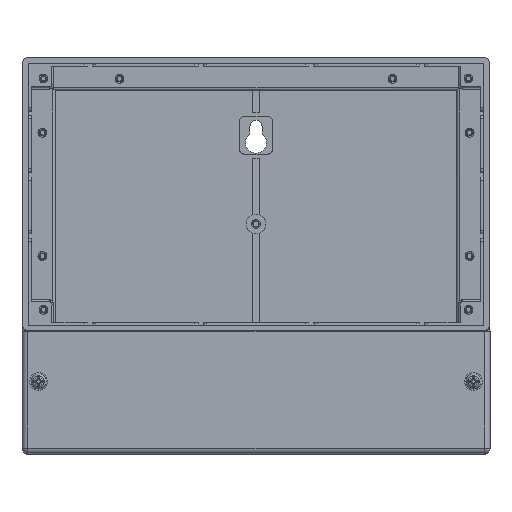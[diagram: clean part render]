
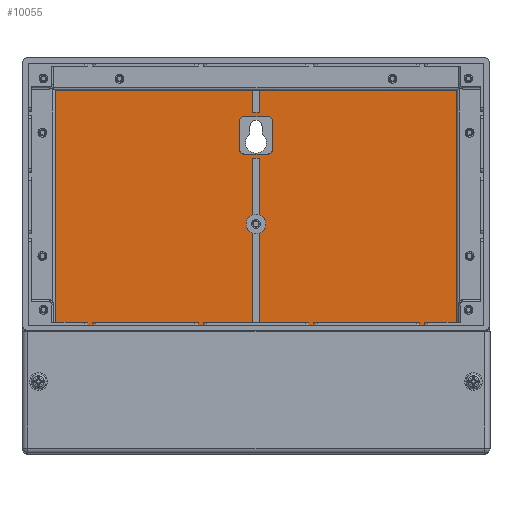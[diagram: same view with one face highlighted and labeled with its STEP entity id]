
A CAD part, top view. The second image highlights one B-rep face of the part: STEP entity #10055.
In plain terms, the highlighted planar face has unit normal (0, 0, 1).
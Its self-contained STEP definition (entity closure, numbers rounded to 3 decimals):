
#249=LINE('',#14840,#1216);
#253=LINE('',#14852,#1220);
#257=LINE('',#14864,#1224);
#261=LINE('',#14875,#1228);
#272=LINE('',#14904,#1239);
#276=LINE('',#14913,#1243);
#277=LINE('',#14916,#1244);
#282=LINE('',#14925,#1249);
#285=LINE('',#14931,#1252);
#293=LINE('',#14955,#1260);
#294=LINE('',#14958,#1261);
#297=LINE('',#14964,#1264);
#299=LINE('',#14971,#1266);
#303=LINE('',#14978,#1270);
#304=LINE('',#14981,#1271);
#305=LINE('',#14982,#1272);
#306=LINE('',#14984,#1273);
#307=LINE('',#14985,#1274);
#1216=VECTOR('',#11766,10.);
#1220=VECTOR('',#11778,10.);
#1224=VECTOR('',#11790,10.);
#1228=VECTOR('',#11802,10.);
#1239=VECTOR('',#11827,10.);
#1243=VECTOR('',#11833,10.);
#1244=VECTOR('',#11836,10.);
#1249=VECTOR('',#11843,10.);
#1252=VECTOR('',#11848,10.);
#1260=VECTOR('',#11872,10.);
#1261=VECTOR('',#11875,10.);
#1264=VECTOR('',#11880,10.);
#1266=VECTOR('',#11890,10.);
#1270=VECTOR('',#11894,10.);
#1271=VECTOR('',#11897,10.);
#1272=VECTOR('',#11898,10.);
#1273=VECTOR('',#11899,10.);
#1274=VECTOR('',#11900,10.);
#2201=PLANE('',#10736);
#2560=FACE_BOUND('',#3325,.T.);
#2721=FACE_OUTER_BOUND('',#3324,.T.);
#3324=EDGE_LOOP('',(#7046,#7047,#7048,#7049,#7050,#7051,#7052,#7053,#7054,
#7055,#7056,#7057,#7058,#7059,#7060,#7061));
#3325=EDGE_LOOP('',(#7062,#7063,#7064,#7065,#7066,#7067,#7068,#7069));
#4032=CIRCLE('',#10696,2.);
#4034=CIRCLE('',#10700,2.);
#4036=CIRCLE('',#10704,2.);
#4038=CIRCLE('',#10708,2.);
#4046=CIRCLE('',#10733,4.5);
#4047=CIRCLE('',#10734,4.5);
#4457=VERTEX_POINT('',#14830);
#4458=VERTEX_POINT('',#14831);
#4461=VERTEX_POINT('',#14839);
#4463=VERTEX_POINT('',#14845);
#4465=VERTEX_POINT('',#14851);
#4467=VERTEX_POINT('',#14857);
#4469=VERTEX_POINT('',#14863);
#4471=VERTEX_POINT('',#14869);
#4481=VERTEX_POINT('',#14898);
#4483=VERTEX_POINT('',#14902);
#4485=VERTEX_POINT('',#14907);
#4487=VERTEX_POINT('',#14911);
#4488=VERTEX_POINT('',#14915);
#4491=VERTEX_POINT('',#14923);
#4493=VERTEX_POINT('',#14929);
#4500=VERTEX_POINT('',#14951);
#4501=VERTEX_POINT('',#14953);
#4502=VERTEX_POINT('',#14957);
#4503=VERTEX_POINT('',#14961);
#4504=VERTEX_POINT('',#14963);
#4505=VERTEX_POINT('',#14970);
#4508=VERTEX_POINT('',#14976);
#4509=VERTEX_POINT('',#14980);
#4510=VERTEX_POINT('',#14983);
#5458=EDGE_CURVE('',#4457,#4458,#4032,.T.);
#5462=EDGE_CURVE('',#4461,#4457,#249,.T.);
#5465=EDGE_CURVE('',#4463,#4461,#4034,.T.);
#5468=EDGE_CURVE('',#4465,#4463,#253,.T.);
#5471=EDGE_CURVE('',#4467,#4465,#4036,.T.);
#5474=EDGE_CURVE('',#4469,#4467,#257,.T.);
#5477=EDGE_CURVE('',#4471,#4469,#4038,.T.);
#5480=EDGE_CURVE('',#4458,#4471,#261,.T.);
#5494=EDGE_CURVE('',#4483,#4481,#272,.T.);
#5498=EDGE_CURVE('',#4487,#4485,#276,.T.);
#5499=EDGE_CURVE('',#4488,#4485,#277,.T.);
#5504=EDGE_CURVE('',#4483,#4491,#282,.T.);
#5507=EDGE_CURVE('',#4487,#4493,#285,.T.);
#5518=EDGE_CURVE('',#4500,#4501,#293,.T.);
#5519=EDGE_CURVE('',#4502,#4481,#294,.T.);
#5522=EDGE_CURVE('',#4504,#4503,#297,.T.);
#5524=EDGE_CURVE('',#4491,#4500,#4046,.T.);
#5525=EDGE_CURVE('',#4503,#4502,#4047,.T.);
#5526=EDGE_CURVE('',#4505,#4488,#299,.T.);
#5530=EDGE_CURVE('',#4493,#4508,#303,.T.);
#5531=EDGE_CURVE('',#4501,#4509,#304,.T.);
#5532=EDGE_CURVE('',#4509,#4505,#305,.T.);
#5533=EDGE_CURVE('',#4508,#4510,#306,.T.);
#5534=EDGE_CURVE('',#4510,#4504,#307,.T.);
#7046=ORIENTED_EDGE('',*,*,#5494,.F.);
#7047=ORIENTED_EDGE('',*,*,#5504,.T.);
#7048=ORIENTED_EDGE('',*,*,#5524,.T.);
#7049=ORIENTED_EDGE('',*,*,#5518,.T.);
#7050=ORIENTED_EDGE('',*,*,#5531,.T.);
#7051=ORIENTED_EDGE('',*,*,#5532,.T.);
#7052=ORIENTED_EDGE('',*,*,#5526,.T.);
#7053=ORIENTED_EDGE('',*,*,#5499,.T.);
#7054=ORIENTED_EDGE('',*,*,#5498,.F.);
#7055=ORIENTED_EDGE('',*,*,#5507,.T.);
#7056=ORIENTED_EDGE('',*,*,#5530,.T.);
#7057=ORIENTED_EDGE('',*,*,#5533,.T.);
#7058=ORIENTED_EDGE('',*,*,#5534,.T.);
#7059=ORIENTED_EDGE('',*,*,#5522,.T.);
#7060=ORIENTED_EDGE('',*,*,#5525,.T.);
#7061=ORIENTED_EDGE('',*,*,#5519,.T.);
#7062=ORIENTED_EDGE('',*,*,#5458,.T.);
#7063=ORIENTED_EDGE('',*,*,#5480,.T.);
#7064=ORIENTED_EDGE('',*,*,#5477,.T.);
#7065=ORIENTED_EDGE('',*,*,#5474,.T.);
#7066=ORIENTED_EDGE('',*,*,#5471,.T.);
#7067=ORIENTED_EDGE('',*,*,#5468,.T.);
#7068=ORIENTED_EDGE('',*,*,#5465,.T.);
#7069=ORIENTED_EDGE('',*,*,#5462,.T.);
#10055=ADVANCED_FACE('',(#2721,#2560),#2201,.T.);
#10696=AXIS2_PLACEMENT_3D('',#14832,#11758,#11759);
#10700=AXIS2_PLACEMENT_3D('',#14846,#11771,#11772);
#10704=AXIS2_PLACEMENT_3D('',#14858,#11783,#11784);
#10708=AXIS2_PLACEMENT_3D('',#14870,#11795,#11796);
#10733=AXIS2_PLACEMENT_3D('',#14967,#11884,#11885);
#10734=AXIS2_PLACEMENT_3D('',#14968,#11886,#11887);
#10736=AXIS2_PLACEMENT_3D('',#14979,#11895,#11896);
#11758=DIRECTION('center_axis',(0.,0.,
-1.));
#11759=DIRECTION('ref_axis',(0.,-1.,0.));
#11766=DIRECTION('',(0.,1.,0.));
#11771=DIRECTION('center_axis',(0.,0.,
-1.));
#11772=DIRECTION('ref_axis',(1.,0.,0.));
#11778=DIRECTION('',(-1.,0.,0.));
#11783=DIRECTION('center_axis',(0.,0.,
-1.));
#11784=DIRECTION('ref_axis',(0.,1.,0.));
#11790=DIRECTION('',(0.,-1.,0.));
#11795=DIRECTION('center_axis',(0.,0.,
-1.));
#11796=DIRECTION('ref_axis',(-1.,0.,0.));
#11802=DIRECTION('',(1.,0.,0.));
#11827=DIRECTION('',(-1.,0.,0.));
#11833=DIRECTION('',(1.,0.,0.));
#11836=DIRECTION('',(0.,-1.,0.));
#11843=DIRECTION('',(0.,-1.,0.));
#11848=DIRECTION('',(0.,1.,0.));
#11872=DIRECTION('',(0.,-1.,0.));
#11875=DIRECTION('',(0.,1.,0.));
#11880=DIRECTION('',(0.,1.,0.));
#11884=DIRECTION('center_axis',(0.,0.,
-1.));
#11885=DIRECTION('ref_axis',(-1.,0.,0.));
#11886=DIRECTION('center_axis',(0.,0.,
-1.));
#11887=DIRECTION('ref_axis',(-1.,0.,0.));
#11890=DIRECTION('',(-1.,0.,0.));
#11894=DIRECTION('',(-1.,0.,0.));
#11895=DIRECTION('center_axis',(0.,0.,
1.));
#11896=DIRECTION('ref_axis',(1.,0.,0.));
#11897=DIRECTION('',(1.,0.,0.));
#11898=DIRECTION('',(0.,1.,0.));
#11899=DIRECTION('',(0.,-1.,0.));
#11900=DIRECTION('',(1.,0.,0.));
#14830=CARTESIAN_POINT('',(-7.5,61.35,3.5));
#14831=CARTESIAN_POINT('',(-5.5,63.35,3.5));
#14832=CARTESIAN_POINT('Origin',(-5.5,61.35,3.5));
#14839=CARTESIAN_POINT('',(-7.5,48.35,3.5));
#14840=CARTESIAN_POINT('',(-7.5,-6.495,3.5));
#14845=CARTESIAN_POINT('',(-5.5,46.35,3.5));
#14846=CARTESIAN_POINT('Origin',(-5.5,48.35,3.5));
#14851=CARTESIAN_POINT('',(5.5,46.35,3.5));
#14852=CARTESIAN_POINT('',(2.75,46.35,3.5));
#14857=CARTESIAN_POINT('',(7.5,48.35,3.5));
#14858=CARTESIAN_POINT('Origin',(5.5,48.35,3.5));
#14863=CARTESIAN_POINT('',(7.5,61.35,3.5));
#14864=CARTESIAN_POINT('',(7.5,0.005,3.5));
#14869=CARTESIAN_POINT('',(5.5,63.35,3.5));
#14870=CARTESIAN_POINT('Origin',(5.5,61.35,3.5));
#14875=CARTESIAN_POINT('',(-2.75,63.35,3.5));
#14898=CARTESIAN_POINT('',(-1.5,44.35,3.5));
#14902=CARTESIAN_POINT('',(1.5,44.35,3.5));
#14904=CARTESIAN_POINT('',(5.,44.35,3.5));
#14907=CARTESIAN_POINT('',(1.5,65.35,3.5));
#14911=CARTESIAN_POINT('',(-1.5,65.35,3.5));
#14913=CARTESIAN_POINT('',(-5.,65.35,3.5));
#14915=CARTESIAN_POINT('',(1.5,75.35,3.5));
#14916=CARTESIAN_POINT('',(1.5,-53.77,3.5));
#14923=CARTESIAN_POINT('',(1.5,18.818,3.5));
#14925=CARTESIAN_POINT('',(1.5,-53.77,3.5));
#14929=CARTESIAN_POINT('',(-1.5,75.35,3.5));
#14931=CARTESIAN_POINT('',(-1.5,7.005,3.5));
#14951=CARTESIAN_POINT('',(1.5,10.332,3.5));
#14953=CARTESIAN_POINT('',(1.5,-46.2,3.5));
#14955=CARTESIAN_POINT('',(1.5,-53.77,3.5));
#14957=CARTESIAN_POINT('',(-1.5,18.818,3.5));
#14958=CARTESIAN_POINT('',(-1.5,7.005,3.5));
#14961=CARTESIAN_POINT('',(-1.5,10.332,3.5));
#14963=CARTESIAN_POINT('',(-1.5,-46.2,3.5));
#14964=CARTESIAN_POINT('',(-1.5,7.005,3.5));
#14967=CARTESIAN_POINT('Origin',(0.,14.575,3.5));
#14968=CARTESIAN_POINT('Origin',(0.,14.575,3.5));
#14970=CARTESIAN_POINT('',(91.25,75.35,3.5));
#14971=CARTESIAN_POINT('',(-91.25,75.35,3.5));
#14976=CARTESIAN_POINT('',(-91.25,75.35,3.5));
#14978=CARTESIAN_POINT('',(-91.25,75.35,3.5));
#14979=CARTESIAN_POINT('Origin',(0.,-61.34,
3.5));
#14980=CARTESIAN_POINT('',(91.25,-46.2,3.5));
#14981=CARTESIAN_POINT('',(-45.625,-46.2,3.5));
#14982=CARTESIAN_POINT('',(91.25,-38.5,3.5));
#14983=CARTESIAN_POINT('',(-91.25,-46.2,3.5));
#14984=CARTESIAN_POINT('',(-91.25,-30.2,3.5));
#14985=CARTESIAN_POINT('',(-45.625,-46.2,3.5));
